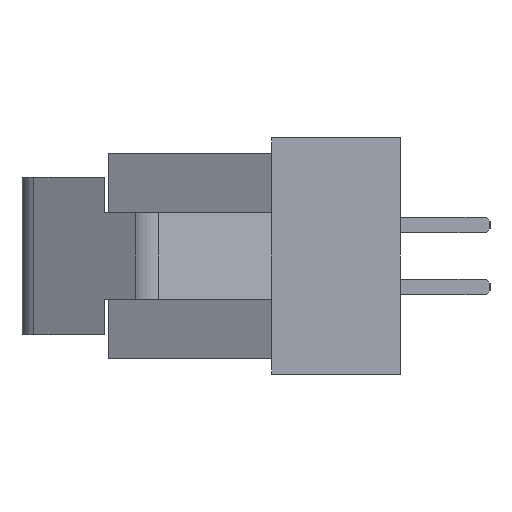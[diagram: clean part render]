
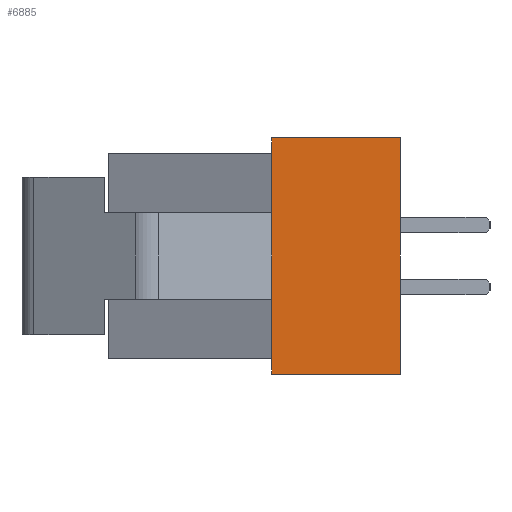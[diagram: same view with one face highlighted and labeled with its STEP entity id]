
A CAD part, left-side view. The second image highlights one B-rep face of the part: STEP entity #6885.
In plain terms, the highlighted planar face has unit normal (-1, 0, 0).
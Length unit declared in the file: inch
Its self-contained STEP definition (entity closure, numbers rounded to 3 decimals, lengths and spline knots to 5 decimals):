
#1731=ORIENTED_EDGE('',*,*,#2913,.T.);
#1732=ORIENTED_EDGE('',*,*,#2756,.F.);
#1733=ORIENTED_EDGE('',*,*,#2815,.T.);
#1734=ORIENTED_EDGE('',*,*,#2914,.F.);
#1735=ORIENTED_EDGE('',*,*,#2915,.T.);
#1736=ORIENTED_EDGE('',*,*,#2876,.F.);
#1737=ORIENTED_EDGE('',*,*,#2916,.F.);
#1738=ORIENTED_EDGE('',*,*,#2917,.F.);
#2756=EDGE_CURVE('',#3497,#3494,#4389,.T.);
#2815=EDGE_CURVE('',#3497,#3544,#4446,.T.);
#2876=EDGE_CURVE('',#3586,#3587,#4507,.T.);
#2913=EDGE_CURVE('',#3560,#3494,#4544,.T.);
#2914=EDGE_CURVE('',#3611,#3544,#4545,.T.);
#2915=EDGE_CURVE('',#3611,#3587,#4546,.T.);
#2916=EDGE_CURVE('',#3612,#3586,#4547,.T.);
#2917=EDGE_CURVE('',#3560,#3612,#4548,.T.);
#3494=VERTEX_POINT('',#10484);
#3497=VERTEX_POINT('',#10489);
#3544=VERTEX_POINT('',#10609);
#3560=VERTEX_POINT('',#10653);
#3586=VERTEX_POINT('',#10724);
#3587=VERTEX_POINT('',#10726);
#3611=VERTEX_POINT('',#10798);
#3612=VERTEX_POINT('',#10801);
#4389=LINE('',#10490,#5356);
#4446=LINE('',#10608,#5413);
#4507=LINE('',#10725,#5474);
#4544=LINE('',#10795,#5511);
#4545=LINE('',#10797,#5512);
#4546=LINE('',#10799,#5513);
#4547=LINE('',#10800,#5514);
#4548=LINE('',#10802,#5515);
#5356=VECTOR('',#8567,39.37008);
#5413=VECTOR('',#8654,39.37008);
#5474=VECTOR('',#8741,39.37008);
#5511=VECTOR('',#8796,39.37008);
#5512=VECTOR('',#8799,39.37008);
#5513=VECTOR('',#8800,39.37008);
#5514=VECTOR('',#8801,39.37008);
#5515=VECTOR('',#8802,39.37008);
#5876=EDGE_LOOP('',(#1731,#1732,#1733,#1734,#1735,#1736,#1737,#1738));
#6215=FACE_BOUND('',#5876,.T.);
#6554=PLANE('',#7266);
#6885=ADVANCED_FACE('',(#6215),#6554,.F.);
#7266=AXIS2_PLACEMENT_3D('',#10796,#8797,#8798);
#8567=DIRECTION('',(0.,0.,1.));
#8654=DIRECTION('',(0.,0.,-1.));
#8741=DIRECTION('',(0.,0.,-1.));
#8796=DIRECTION('',(0.,0.,-1.));
#8797=DIRECTION('',(1.,0.,0.));
#8798=DIRECTION('',(0.,0.,-1.));
#8799=DIRECTION('',(0.,0.,1.));
#8800=DIRECTION('',(0.,-1.,0.));
#8801=DIRECTION('',(0.,-1.,0.));
#8802=DIRECTION('',(0.,0.,1.));
#10484=CARTESIAN_POINT('',(-0.665,0.163,0.055));
#10489=CARTESIAN_POINT('',(-0.665,0.163,-0.055));
#10490=CARTESIAN_POINT('',(-0.665,0.163,-0.055));
#10608=CARTESIAN_POINT('',(-0.665,0.163,0.13));
#10609=CARTESIAN_POINT('',(-0.665,0.163,-0.13));
#10653=CARTESIAN_POINT('',(-0.665,0.163,0.13));
#10724=CARTESIAN_POINT('',(-0.665,0.,0.15));
#10725=CARTESIAN_POINT('',(-0.665,0.,0.13));
#10726=CARTESIAN_POINT('',(-0.665,0.,-0.15));
#10795=CARTESIAN_POINT('',(-0.665,0.163,0.13));
#10796=CARTESIAN_POINT('',(-0.665,0.163,0.13));
#10797=CARTESIAN_POINT('',(-0.665,0.163,-0.15));
#10798=CARTESIAN_POINT('',(-0.665,0.163,-0.15));
#10799=CARTESIAN_POINT('',(-0.665,0.163,-0.15));
#10800=CARTESIAN_POINT('',(-0.665,0.163,0.15));
#10801=CARTESIAN_POINT('',(-0.665,0.163,0.15));
#10802=CARTESIAN_POINT('',(-0.665,0.163,-0.15));
